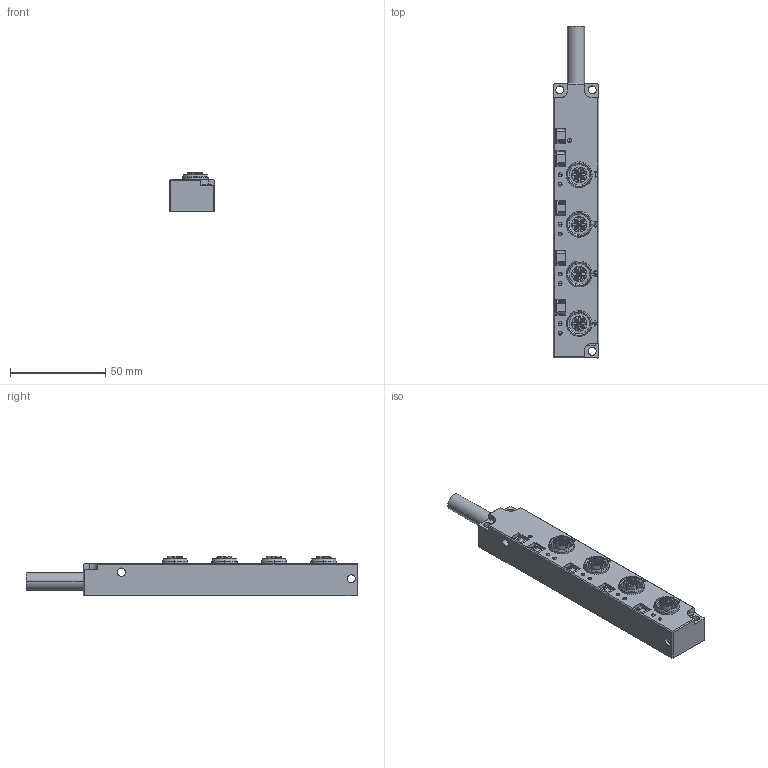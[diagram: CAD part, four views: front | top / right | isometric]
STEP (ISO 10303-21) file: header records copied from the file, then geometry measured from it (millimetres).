
FILE_DESCRIPTION(('CATIA V5 STEP Exchange','CAx-IF Rec.Pracs.--- Model Styling and Organization---1.4--- 2014-01-23'),'2;1');
FILE_NAME ('005503-2_0', '2023-07-24T12:16:37+00:00', ('none'), ('Weidmueller'), 'CATIA Version 5-6 Release 2016 SP3 HF44', 'CATIA V5 STEP AP214', 'none');
FILE_SCHEMA(('AUTOMOTIVE_DESIGN { 1 0 10303 214 1 1 1 1 }'));
Products named in the file (1): 1070650000
Bounding box: 24 x 174 x 20.9 mm (x, y, z)
Volume: 57981 mm3; surface area: 23403.5 mm2
Topology: 34 solids, 37 shells, 1287 faces, 3464 edges, 2246 vertices
Faces by surface type: plane 505, cylinder 474, cone 176, bspline 111, sphere 18, torus 3
Entity records: 47285 total; most frequent: CARTESIAN_POINT 17148, ORIENTED_EDGE 6840, DIRECTION 4903, EDGE_CURVE 3420, AXIS2_PLACEMENT_3D 2267, VERTEX_POINT 2246, VECTOR 1506, LINE 1506
